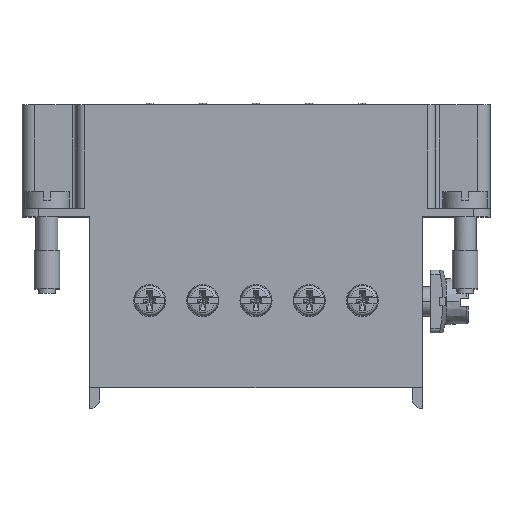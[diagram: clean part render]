
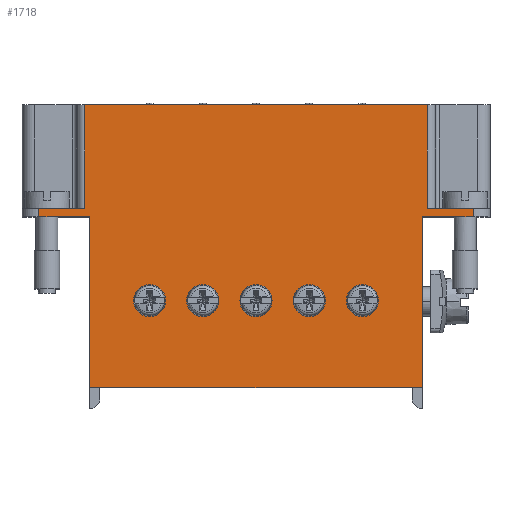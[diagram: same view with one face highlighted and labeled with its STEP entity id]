
A CAD part, top view. The second image highlights one B-rep face of the part: STEP entity #1718.
In plain terms, the highlighted planar face has unit normal (0, 0, 1).
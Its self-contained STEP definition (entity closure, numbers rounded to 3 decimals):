
#1718=ADVANCED_FACE('99',(#3910,#3911,#3912,#3913,#3914,#3915),#2991,.F.);
#2991=PLANE('',#24266);
#3910=FACE_BOUND('',#4060,.T.);
#3911=FACE_BOUND('',#4061,.T.);
#3912=FACE_BOUND('',#4062,.T.);
#3913=FACE_BOUND('',#4063,.T.);
#3914=FACE_BOUND('',#4064,.T.);
#3915=FACE_BOUND('',#4065,.T.);
#4060=EDGE_LOOP('',(#11006,#11007,#11008,#11009,#11010,#11011,#11012,#11013,
#11014,#11015,#11016,#11017,#11018,#11019));
#4061=EDGE_LOOP('',(#11020));
#4062=EDGE_LOOP('',(#11021));
#4063=EDGE_LOOP('',(#11022));
#4064=EDGE_LOOP('',(#11023));
#4065=EDGE_LOOP('',(#11024));
#5398=B_SPLINE_CURVE_WITH_KNOTS('',3,(#32473,#32474,#32475,#32476),
 .UNSPECIFIED.,.F.,.F.,(4,4),(0.,1.),.UNSPECIFIED.);
#5401=B_SPLINE_CURVE_WITH_KNOTS('',3,(#32695,#32696,#32697,#32698),
 .UNSPECIFIED.,.F.,.F.,(4,4),(0.,1.),.UNSPECIFIED.);
#5652=LINE('',#32471,#8267);
#5711=LINE('',#32680,#8326);
#5712=LINE('',#32683,#8327);
#5713=LINE('',#32685,#8328);
#5714=LINE('',#32687,#8329);
#5715=LINE('',#32689,#8330);
#5716=LINE('',#32691,#8331);
#5717=LINE('',#32693,#8332);
#5718=LINE('',#32700,#8333);
#5719=LINE('',#32702,#8334);
#5720=LINE('',#32704,#8335);
#5721=LINE('',#32705,#8336);
#8267=VECTOR('',#26100,1.);
#8326=VECTOR('',#26275,1.);
#8327=VECTOR('',#26276,1.);
#8328=VECTOR('',#26277,1.);
#8329=VECTOR('',#26278,1.);
#8330=VECTOR('',#26279,1.);
#8331=VECTOR('',#26280,1.);
#8332=VECTOR('',#26281,1.);
#8333=VECTOR('',#26282,1.);
#8334=VECTOR('',#26283,1.);
#8335=VECTOR('',#26284,1.);
#8336=VECTOR('',#26285,1.);
#11006=ORIENTED_EDGE('',*,*,#20221,.F.);
#11007=ORIENTED_EDGE('',*,*,#20222,.F.);
#11008=ORIENTED_EDGE('',*,*,#20223,.F.);
#11009=ORIENTED_EDGE('',*,*,#20224,.T.);
#11010=ORIENTED_EDGE('',*,*,#20225,.T.);
#11011=ORIENTED_EDGE('',*,*,#20226,.F.);
#11012=ORIENTED_EDGE('',*,*,#20227,.F.);
#11013=ORIENTED_EDGE('',*,*,#20228,.F.);
#11014=ORIENTED_EDGE('',*,*,#20229,.T.);
#11015=ORIENTED_EDGE('',*,*,#20230,.T.);
#11016=ORIENTED_EDGE('',*,*,#20231,.F.);
#11017=ORIENTED_EDGE('',*,*,#20126,.T.);
#11018=ORIENTED_EDGE('',*,*,#20125,.T.);
#11019=ORIENTED_EDGE('',*,*,#20232,.T.);
#11020=ORIENTED_EDGE('',*,*,#20233,.F.);
#11021=ORIENTED_EDGE('',*,*,#20234,.F.);
#11022=ORIENTED_EDGE('',*,*,#20235,.F.);
#11023=ORIENTED_EDGE('',*,*,#20236,.F.);
#11024=ORIENTED_EDGE('',*,*,#20237,.F.);
#17837=VERTEX_POINT('',#32458);
#17843=VERTEX_POINT('',#32470);
#17844=VERTEX_POINT('',#32472);
#17924=VERTEX_POINT('',#32681);
#17925=VERTEX_POINT('',#32682);
#17926=VERTEX_POINT('',#32684);
#17927=VERTEX_POINT('',#32686);
#17928=VERTEX_POINT('',#32688);
#17929=VERTEX_POINT('',#32690);
#17930=VERTEX_POINT('',#32692);
#17931=VERTEX_POINT('',#32694);
#17932=VERTEX_POINT('',#32699);
#17933=VERTEX_POINT('',#32701);
#17934=VERTEX_POINT('',#32703);
#17935=VERTEX_POINT('',#32707);
#17936=VERTEX_POINT('',#32709);
#17937=VERTEX_POINT('',#32711);
#17938=VERTEX_POINT('',#32713);
#17939=VERTEX_POINT('',#32715);
#20125=EDGE_CURVE('',#17844,#17843,#5652,.T.);
#20126=EDGE_CURVE('',#17837,#17844,#5398,.T.);
#20221=EDGE_CURVE('',#17924,#17925,#5711,.T.);
#20222=EDGE_CURVE('',#17926,#17924,#5712,.T.);
#20223=EDGE_CURVE('5437',#17927,#17926,#5713,.T.);
#20224=EDGE_CURVE('',#17927,#17928,#5714,.T.);
#20225=EDGE_CURVE('',#17928,#17929,#5715,.T.);
#20226=EDGE_CURVE('',#17930,#17929,#5716,.T.);
#20227=EDGE_CURVE('',#17931,#17930,#5717,.T.);
#20228=EDGE_CURVE('',#17932,#17931,#5401,.T.);
#20229=EDGE_CURVE('3172',#17932,#17933,#5718,.T.);
#20230=EDGE_CURVE('',#17933,#17934,#5719,.T.);
#20231=EDGE_CURVE('3166',#17837,#17934,#5720,.T.);
#20232=EDGE_CURVE('',#17843,#17925,#5721,.T.);
#20233=EDGE_CURVE('',#17935,#17935,#23624,.T.);
#20234=EDGE_CURVE('',#17936,#17936,#23625,.T.);
#20235=EDGE_CURVE('',#17937,#17937,#23626,.T.);
#20236=EDGE_CURVE('',#17938,#17938,#23627,.T.);
#20237=EDGE_CURVE('',#17939,#17939,#23628,.T.);
#23624=CIRCLE('',#24261,1.9);
#23625=CIRCLE('',#24262,1.9);
#23626=CIRCLE('',#24263,1.9);
#23627=CIRCLE('',#24264,1.9);
#23628=CIRCLE('',#24265,1.9);
#24261=AXIS2_PLACEMENT_3D('',#32706,#26286,#26287);
#24262=AXIS2_PLACEMENT_3D('',#32708,#26288,#26289);
#24263=AXIS2_PLACEMENT_3D('',#32710,#26290,#26291);
#24264=AXIS2_PLACEMENT_3D('',#32712,#26292,#26293);
#24265=AXIS2_PLACEMENT_3D('',#32714,#26294,#26295);
#24266=AXIS2_PLACEMENT_3D('',#32716,#26296,#26297);
#26100=DIRECTION('',(-1.,0.,0.));
#26275=DIRECTION('',(-1.,0.,0.));
#26276=DIRECTION('',(0.,1.,0.));
#26277=DIRECTION('',(-1.,0.,0.));
#26278=DIRECTION('',(0.,1.,0.));
#26279=DIRECTION('',(1.,0.,0.));
#26280=DIRECTION('',(0.,-1.,0.));
#26281=DIRECTION('',(1.,0.,0.));
#26282=DIRECTION('',(0.,1.,0.));
#26283=DIRECTION('',(-1.,0.,0.));
#26284=DIRECTION('',(0.,1.,0.));
#26285=DIRECTION('',(0.,-1.,0.));
#26286=DIRECTION('',(0.,0.,1.));
#26287=DIRECTION('',(-1.,0.,0.));
#26288=DIRECTION('',(0.,0.,1.));
#26289=DIRECTION('',(-1.,0.,0.));
#26290=DIRECTION('',(0.,0.,1.));
#26291=DIRECTION('',(-1.,0.,0.));
#26292=DIRECTION('',(0.,0.,1.));
#26293=DIRECTION('',(-1.,0.,0.));
#26294=DIRECTION('',(0.,0.,1.));
#26295=DIRECTION('',(-1.,0.,0.));
#26296=DIRECTION('',(0.,0.,-1.));
#26297=DIRECTION('',(1.,0.,0.));
#32458=CARTESIAN_POINT('',(-20.25,3.2,11.4));
#32470=CARTESIAN_POINT('',(-25.7,3.2,11.4));
#32471=CARTESIAN_POINT('',(-20.9,3.2,11.4));
#32472=CARTESIAN_POINT('',(-23.164,3.2,11.4));
#32473=CARTESIAN_POINT('',(-20.25,3.2,11.4));
#32474=CARTESIAN_POINT('',(-21.221,3.2,11.4));
#32475=CARTESIAN_POINT('',(-22.193,3.2,11.4));
#32476=CARTESIAN_POINT('',(-23.164,3.2,11.4));
#32680=CARTESIAN_POINT('',(-20.9,2.2,11.4));
#32681=CARTESIAN_POINT('',(-19.7,2.2,11.4));
#32682=CARTESIAN_POINT('',(-25.7,2.2,11.4));
#32683=CARTESIAN_POINT('',(-19.7,-17.5,11.4));
#32684=CARTESIAN_POINT('',(-19.7,-18.,11.4));
#32685=CARTESIAN_POINT('',(19.7,-18.,11.4));
#32686=CARTESIAN_POINT('',(19.7,-18.,11.4));
#32687=CARTESIAN_POINT('',(19.7,-17.5,11.4));
#32688=CARTESIAN_POINT('',(19.7,2.2,11.4));
#32689=CARTESIAN_POINT('',(20.9,2.2,11.4));
#32690=CARTESIAN_POINT('',(25.7,2.2,11.4));
#32691=CARTESIAN_POINT('',(25.7,3.2,11.4));
#32692=CARTESIAN_POINT('',(25.7,3.2,11.4));
#32693=CARTESIAN_POINT('',(20.9,3.2,11.4));
#32694=CARTESIAN_POINT('',(20.9,3.2,11.4));
#32695=CARTESIAN_POINT('',(20.25,3.2,11.4));
#32696=CARTESIAN_POINT('',(20.467,3.2,11.4));
#32697=CARTESIAN_POINT('',(20.683,3.2,11.4));
#32698=CARTESIAN_POINT('',(20.9,3.2,11.4));
#32699=CARTESIAN_POINT('',(20.25,3.2,11.4));
#32700=CARTESIAN_POINT('',(20.25,3.2,11.4));
#32701=CARTESIAN_POINT('',(20.25,15.5,11.4));
#32702=CARTESIAN_POINT('',(-20.25,15.5,11.4));
#32703=CARTESIAN_POINT('',(-20.25,15.5,11.4));
#32704=CARTESIAN_POINT('',(-20.25,3.2,11.4));
#32705=CARTESIAN_POINT('',(-25.7,3.2,11.4));
#32706=CARTESIAN_POINT('',(12.6,-7.7,11.4));
#32707=CARTESIAN_POINT('',(10.7,-7.7,11.4));
#32708=CARTESIAN_POINT('',(6.3,-7.7,11.4));
#32709=CARTESIAN_POINT('',(4.4,-7.7,11.4));
#32710=CARTESIAN_POINT('',(0.,-7.7,11.4));
#32711=CARTESIAN_POINT('',(-1.9,-7.7,11.4));
#32712=CARTESIAN_POINT('',(-6.3,-7.7,11.4));
#32713=CARTESIAN_POINT('',(-8.2,-7.7,11.4));
#32714=CARTESIAN_POINT('',(-12.6,-7.7,11.4));
#32715=CARTESIAN_POINT('',(-14.5,-7.7,11.4));
#32716=CARTESIAN_POINT('',(-24.3,2.7,11.4));
